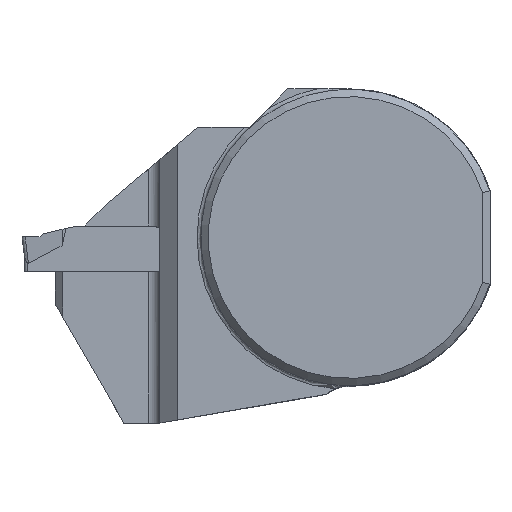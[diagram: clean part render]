
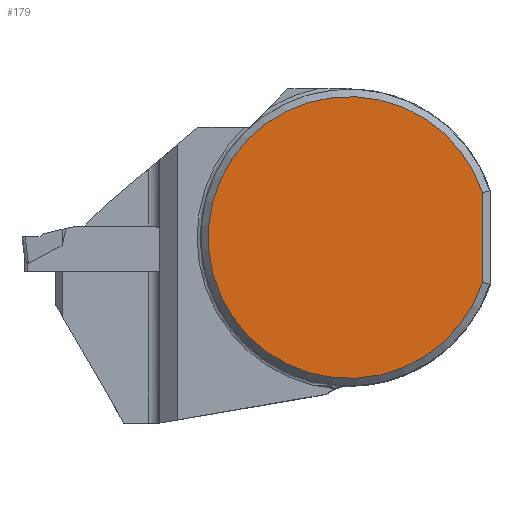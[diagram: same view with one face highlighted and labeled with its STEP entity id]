
A CAD part, top view. The second image highlights one B-rep face of the part: STEP entity #179.
In plain terms, the highlighted planar face has unit normal (0, 0, 1).
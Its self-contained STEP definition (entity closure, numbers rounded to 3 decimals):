
#124=PLANE('',#1448);
#179=ADVANCED_FACE('',(#255),#124,.F.);
#255=FACE_OUTER_BOUND('',#322,.T.);
#322=EDGE_LOOP('',(#692,#693));
#400=LINE('',#1918,#540);
#540=VECTOR('',#1570,1.);
#692=ORIENTED_EDGE('',*,*,#1187,.F.);
#693=ORIENTED_EDGE('',*,*,#1188,.T.);
#1064=VERTEX_POINT('',#1919);
#1065=VERTEX_POINT('',#1920);
#1187=EDGE_CURVE('',#1064,#1065,#400,.T.);
#1188=EDGE_CURVE('',#1064,#1065,#1365,.T.);
#1365=CIRCLE('',#1447,19.);
#1447=AXIS2_PLACEMENT_3D('',#1921,#1571,#1572);
#1448=AXIS2_PLACEMENT_3D('',#1922,#1573,#1574);
#1570=DIRECTION('',(0.,-1.,0.));
#1571=DIRECTION('',(0.,0.,1.));
#1572=DIRECTION('',(-1.,0.,0.));
#1573=DIRECTION('',(0.,0.,-1.));
#1574=DIRECTION('',(-1.,0.,0.));
#1918=CARTESIAN_POINT('',(18.,0.,0.325));
#1919=CARTESIAN_POINT('',(18.,6.083,0.325));
#1920=CARTESIAN_POINT('',(18.,-6.083,0.325));
#1921=CARTESIAN_POINT('',(0.,0.,0.325));
#1922=CARTESIAN_POINT('',(0.,0.,0.325));
